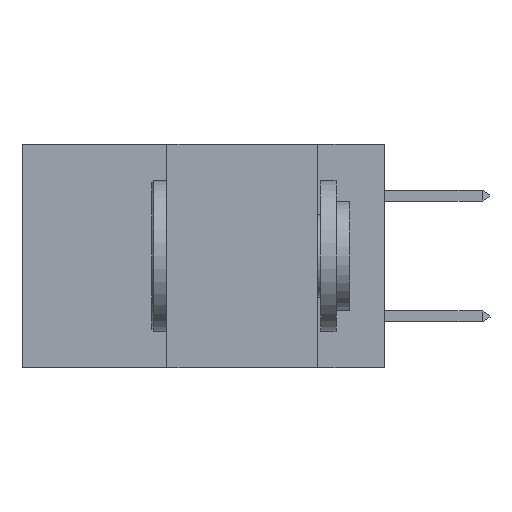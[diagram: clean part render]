
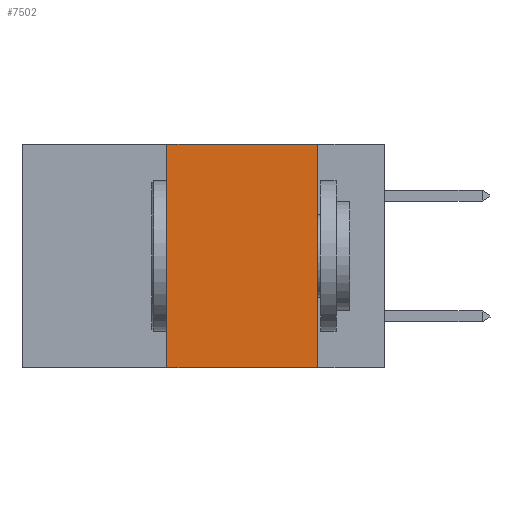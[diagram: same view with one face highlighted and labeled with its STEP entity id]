
A CAD part, left-side view. The second image highlights one B-rep face of the part: STEP entity #7502.
In plain terms, the highlighted planar face has unit normal (-1, 0, 0).
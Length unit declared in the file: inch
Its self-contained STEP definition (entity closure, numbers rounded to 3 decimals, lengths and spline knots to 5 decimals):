
#487 = VECTOR ( 'NONE', #11272, 39.37008 ) ;
#811 = EDGE_CURVE ( 'NONE', #1447, #6388, #4889, .T. ) ;
#1142 = DIRECTION ( 'NONE',  ( 0., 0., -1. ) ) ;
#1447 = VERTEX_POINT ( 'NONE', #1707 ) ;
#1707 = CARTESIAN_POINT ( 'NONE',  ( 0., 0.36, -0.37 ) ) ;
#2241 = CARTESIAN_POINT ( 'NONE',  ( 0., 0.6, 0. ) ) ;
#4225 = ORIENTED_EDGE ( 'NONE', *, *, #15653, .F. ) ;
#4466 = CARTESIAN_POINT ( 'NONE',  ( 0., 0.11, -0.37 ) ) ;
#4889 = LINE ( 'NONE', #11383, #487 ) ;
#5099 = ORIENTED_EDGE ( 'NONE', *, *, #811, .T. ) ;
#5849 = DIRECTION ( 'NONE',  ( 0., 0., -1. ) ) ;
#6388 = VERTEX_POINT ( 'NONE', #4466 ) ;
#6703 = VECTOR ( 'NONE', #7679, 39.37008 ) ;
#7502 = ADVANCED_FACE ( 'NONE', ( #17786 ), #17178, .F. ) ;
#7679 = DIRECTION ( 'NONE',  ( 0., 0., 1. ) ) ;
#8170 = DIRECTION ( 'NONE',  ( 0., -1., 0. ) ) ;
#8420 = CARTESIAN_POINT ( 'NONE',  ( 0., 0.6, 0. ) ) ;
#9028 = VERTEX_POINT ( 'NONE', #9149 ) ;
#9149 = CARTESIAN_POINT ( 'NONE',  ( 0., 0.36, 0. ) ) ;
#9242 = ORIENTED_EDGE ( 'NONE', *, *, #14036, .F. ) ;
#9486 = LINE ( 'NONE', #16082, #17194 ) ;
#9709 = LINE ( 'NONE', #10686, #6703 ) ;
#9973 = DIRECTION ( 'NONE',  ( 1., 0., 0. ) ) ;
#10686 = CARTESIAN_POINT ( 'NONE',  ( 0., 0.36, 0. ) ) ;
#11272 = DIRECTION ( 'NONE',  ( 0., -1., 0. ) ) ;
#11383 = CARTESIAN_POINT ( 'NONE',  ( 0., 0.6, -0.37 ) ) ;
#12359 = ORIENTED_EDGE ( 'NONE', *, *, #15838, .F. ) ;
#14017 = LINE ( 'NONE', #2241, #17337 ) ;
#14036 = EDGE_CURVE ( 'NONE', #9028, #15519, #14017, .T. ) ;
#15218 = EDGE_LOOP ( 'NONE', ( #4225, #9242, #12359, #5099 ) ) ;
#15519 = VERTEX_POINT ( 'NONE', #17187 ) ;
#15653 = EDGE_CURVE ( 'NONE', #15519, #6388, #9486, .T. ) ;
#15838 = EDGE_CURVE ( 'NONE', #1447, #9028, #9709, .T. ) ;
#16082 = CARTESIAN_POINT ( 'NONE',  ( 0., 0.11, 0. ) ) ;
#17178 = PLANE ( 'NONE',  #17752 ) ;
#17187 = CARTESIAN_POINT ( 'NONE',  ( 0., 0.11, 0. ) ) ;
#17194 = VECTOR ( 'NONE', #5849, 39.37008 ) ;
#17337 = VECTOR ( 'NONE', #8170, 39.37008 ) ;
#17752 = AXIS2_PLACEMENT_3D ( 'NONE', #8420, #9973, #1142 ) ;
#17786 = FACE_OUTER_BOUND ( 'NONE', #15218, .T. ) ;
